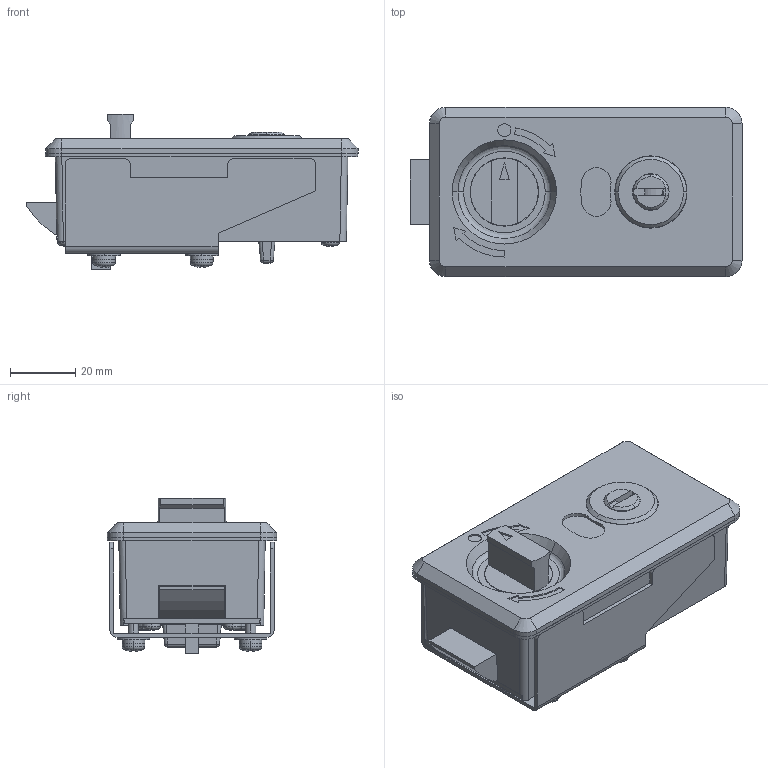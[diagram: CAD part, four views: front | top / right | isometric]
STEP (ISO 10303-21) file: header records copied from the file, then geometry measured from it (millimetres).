
FILE_DESCRIPTION (( 'STEP AP203' ), '1' );
FILE_NAME ('CP-578.STEP', '2022-03-14T06:44:50', ( '' ), ( '' ), 'SwSTEP 2.0', 'SolidWorks 2021', '' );
FILE_SCHEMA (( 'CONFIG_CONTROL_DESIGN' ));
Length unit declared in the file: millimetre
Products named in the file (14): CP-578_タッピンネジ_; C-187-3_ローター; CP-578_ハウジング__公開用; CP-578_止め金具__公開用; CP-578_ツマミ_; CP-578_裏板__公開用; CP-578_十字穴付小ねじ_内径基準ver1.03_M4x15十字穴付なべ小ねじ(SUS)ダブルセムス(P3)旧JIS; C-187-3_; CP-578; CP-578_窓_; CP-578_サムターンツマミ__公開用; CP-578_パッキン_; CP-578_ラッチ__公開用; C-187-3_ハウジング
Assembly tree (21 placements, depth 3):
  CP-578
    CP-578_ハウジング__公開用
    CP-578_ラッチ__公開用
    CP-578_ツマミ_
    CP-578_サムターンツマミ__公開用
    CP-578_裏板__公開用
    CP-578_パッキン_
    CP-578_止め金具__公開用
    CP-578_タッピンネジ_  x6
    CP-578_窓_
    C-187-3_
      C-187-3_ハウジング
      C-187-3_ローター
    CP-578_十字穴付小ねじ_内径基準ver1.03_M4x15十字穴付なべ小ねじ(SUS)ダブルセムス(P3)旧JIS  x4
Bounding box: 102 x 52 x 47.7 mm (x, y, z)
Volume: 75143.3 mm3; surface area: 66922.9 mm2
Topology: 20 solids, 20 shells, 773 faces, 1985 edges, 1296 vertices
Faces by surface type: plane 407, cylinder 257, cone 61, torus 34, sphere 12, bspline 2
Entity records: 17488 total; most frequent: CARTESIAN_POINT 3132, DIRECTION 2716, ORIENTED_EDGE 2600, EDGE_CURVE 1300, AXIS2_PLACEMENT_3D 988, VERTEX_POINT 854, LINE 740, VECTOR 740
